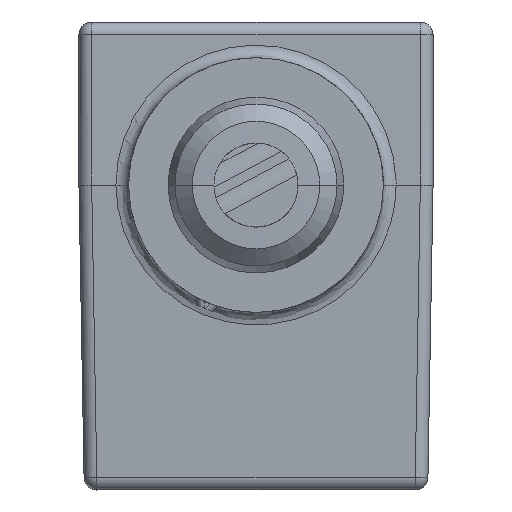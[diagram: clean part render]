
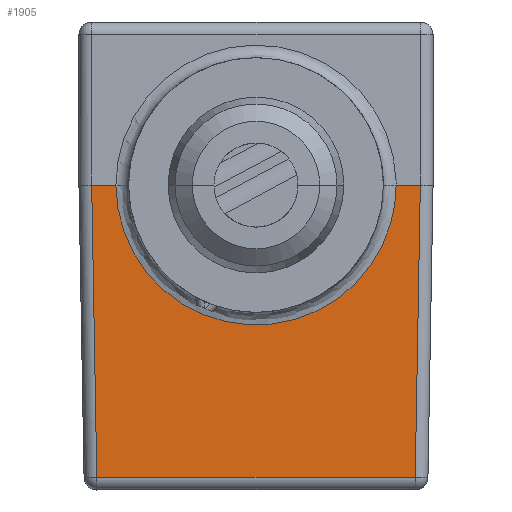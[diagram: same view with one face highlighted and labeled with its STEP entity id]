
A CAD part, left-side view. The second image highlights one B-rep face of the part: STEP entity #1905.
In plain terms, the highlighted planar face has unit normal (-1, 0, -0.018).
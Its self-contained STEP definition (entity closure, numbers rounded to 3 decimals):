
#81=CARTESIAN_POINT('',(-22.4,-6.45,-3.5));
#172=DIRECTION('',(0.,-1.,0.));
#173=VECTOR('',#172,0.95);
#174=CARTESIAN_POINT('',(-22.4,6.45,-3.5));
#175=LINE('',#174,#173);
#176=CARTESIAN_POINT('',(-22.4,5.5,-3.5));
#177=CARTESIAN_POINT('',(-22.393,5.499,-3.918));
#178=CARTESIAN_POINT('',(-22.379,5.405,-4.73));
#179=CARTESIAN_POINT('',(-22.358,4.994,-5.906));
#180=CARTESIAN_POINT('',(-22.34,4.332,-6.954));
#181=CARTESIAN_POINT('',(-22.325,3.464,-7.822));
#182=CARTESIAN_POINT('',(-22.313,2.412,-8.486));
#183=CARTESIAN_POINT('',(-22.306,1.24,-8.897));
#184=CARTESIAN_POINT('',(-22.303,0.009,
-9.037));
#185=CARTESIAN_POINT('',(-22.306,-1.222,
-8.901));
#186=CARTESIAN_POINT('',(-22.313,-2.391,
-8.496));
#187=CARTESIAN_POINT('',(-22.324,-3.444,
-7.838));
#188=CARTESIAN_POINT('',(-22.339,-4.318,
-6.971));
#189=CARTESIAN_POINT('',(-22.358,-4.988,
-5.919));
#190=CARTESIAN_POINT('',(-22.378,-5.405,
-4.735));
#191=CARTESIAN_POINT('',(-22.393,-5.499,
-3.92));
#192=CARTESIAN_POINT('',(-22.4,-5.5,
-3.5));
#194=DIRECTION('',(0.,-1.,0.));
#195=VECTOR('',#194,0.95);
#196=CARTESIAN_POINT('',(-22.4,-5.5,
-3.5));
#197=LINE('',#196,#195);
#198=DIRECTION('',(0.017,0.017,-1.));
#199=VECTOR('',#198,11.484);
#200=CARTESIAN_POINT('',(-22.4,-6.45,
-3.5));
#201=LINE('',#200,#199);
#202=DIRECTION('',(-0.017,0.017,1.));
#203=VECTOR('',#202,11.484);
#204=CARTESIAN_POINT('',(-22.2,6.25,-14.98));
#205=LINE('',#204,#203);
#584=DIRECTION('',(0.,-1.,0.));
#585=VECTOR('',#584,12.499);
#586=CARTESIAN_POINT('',(-22.2,6.25,-14.98));
#587=LINE('',#586,#585);
#1295=CARTESIAN_POINT('',(-22.2,-6.25,
-14.98));
#1296=VERTEX_POINT('',#1295);
#1297=CARTESIAN_POINT('',(-22.2,6.25,
-14.98));
#1298=VERTEX_POINT('',#1297);
#1300=VERTEX_POINT('',#81);
#1305=CARTESIAN_POINT('',(-22.4,6.45,
-3.5));
#1306=CARTESIAN_POINT('',(-22.4,5.5,
-3.5));
#1307=VERTEX_POINT('',#1305);
#1308=VERTEX_POINT('',#1306);
#1311=CARTESIAN_POINT('',(-22.4,-5.5,
-3.5));
#1312=VERTEX_POINT('',#1311);
#1889=CARTESIAN_POINT('',(-22.4,-7.326,-3.5));
#1890=DIRECTION('',(-1.,0.,-0.017));
#1891=DIRECTION('',(0.,-1.,0.));
#1892=AXIS2_PLACEMENT_3D('',#1889,#1890,#1891);
#1893=PLANE('',#1892);
#1894=ORIENTED_EDGE('',*,*,#1862,.T.);
#1896=ORIENTED_EDGE('',*,*,#1895,.T.);
#1897=ORIENTED_EDGE('',*,*,#1868,.T.);
#1898=ORIENTED_EDGE('',*,*,#1641,.T.);
#1900=ORIENTED_EDGE('',*,*,#1899,.F.);
#1902=ORIENTED_EDGE('',*,*,#1901,.T.);
#1903=EDGE_LOOP('',(#1894,#1896,#1897,#1898,#1900,#1902));
#1904=FACE_OUTER_BOUND('',#1903,.F.);
#1905=ADVANCED_FACE('',(#1904),#1893,.T.);
#193=B_SPLINE_CURVE_WITH_KNOTS('',3,(#176,#177,#178,#179,#180,#181,#182,#183,
#184,#185,#186,#187,#188,#189,#190,#191,#192),.UNSPECIFIED.,.F.,.F.,(4,1,1,1,1,
1,1,1,1,1,1,1,1,1,4),(0.,0.071,0.143,
0.214,0.286,0.357,0.429,0.5,
0.571,0.643,0.714,0.786,
0.857,0.929,1.),.UNSPECIFIED.);
#1641=EDGE_CURVE('',#1300,#1296,#201,.T.);
#1862=EDGE_CURVE('',#1307,#1308,#175,.T.);
#1868=EDGE_CURVE('',#1312,#1300,#197,.T.);
#1895=EDGE_CURVE('',#1308,#1312,#193,.T.);
#1899=EDGE_CURVE('',#1298,#1296,#587,.T.);
#1901=EDGE_CURVE('',#1298,#1307,#205,.T.);
